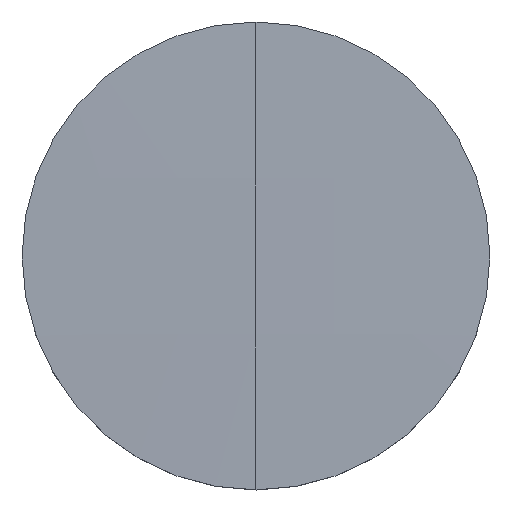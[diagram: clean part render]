
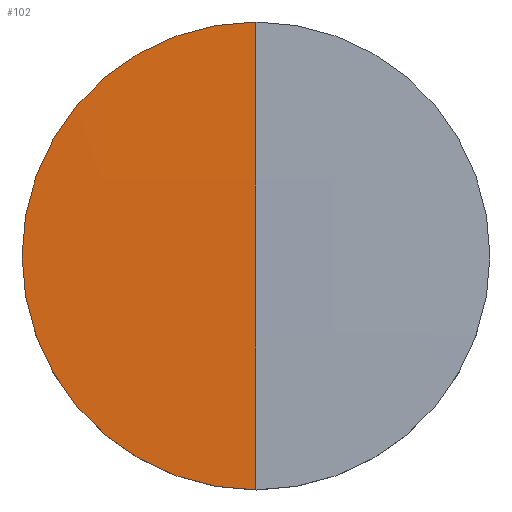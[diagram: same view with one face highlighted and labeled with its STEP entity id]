
A CAD part, top view. The second image highlights one B-rep face of the part: STEP entity #102.
In plain terms, the highlighted free-form (B-spline) face has degree [3, 3] with [4, 4] control points.
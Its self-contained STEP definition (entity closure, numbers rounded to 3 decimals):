
#1 = AXIS2_PLACEMENT_3D ( 'NONE', #258, #275, #68 ) ;
#15 = VERTEX_POINT ( 'NONE', #223 ) ;
#23 = CARTESIAN_POINT ( 'NONE',  ( 0., -6.35, 1.951 ) ) ;
#43 = CIRCLE ( 'NONE', #265, 414.6 ) ;
#45 = CARTESIAN_POINT ( 'NONE',  ( -2.13, -2.142, 2.017 ) ) ;
#46 = CARTESIAN_POINT ( 'NONE',  ( 0., 2.142, 2.017 ) ) ;
#48 = CARTESIAN_POINT ( 'NONE',  ( -4.259, -2.142, 2. ) ) ;
#63 = CARTESIAN_POINT ( 'NONE',  ( -2.129, 6.426, 1.95 ) ) ;
#68 = DIRECTION ( 'NONE',  ( 1., 0., 0. ) ) ;
#87 = CARTESIAN_POINT ( 'NONE',  ( -4.259, 2.142, 2. ) ) ;
#88 = VERTEX_POINT ( 'NONE', #23 ) ;
#96 = DIRECTION ( 'NONE',  ( 0., 0., -1. ) ) ;
#100 = VERTEX_POINT ( 'NONE', #185 ) ;
#102 = ADVANCED_FACE ( 'NONE', ( #172 ), #269, .T. ) ;
#108 = AXIS2_PLACEMENT_3D ( 'NONE', #238, #96, #141 ) ;
#110 = ORIENTED_EDGE ( 'NONE', *, *, #245, .T. ) ;
#115 = CIRCLE ( 'NONE', #108, 6.35 ) ;
#116 = ORIENTED_EDGE ( 'NONE', *, *, #164, .F. ) ;
#118 = DIRECTION ( 'NONE',  ( 0., -1., 0. ) ) ;
#122 = DIRECTION ( 'NONE',  ( -1., 0., 0. ) ) ;
#128 = CARTESIAN_POINT ( 'NONE',  ( 0., 6.426, 1.95 ) ) ;
#141 = DIRECTION ( 'NONE',  ( 1., 0., 0. ) ) ;
#156 = ORIENTED_EDGE ( 'NONE', *, *, #243, .F. ) ;
#157 = CARTESIAN_POINT ( 'NONE',  ( -6.387, 6.426, 1.901 ) ) ;
#158 = CARTESIAN_POINT ( 'NONE',  ( 0., -2.142, 2.017 ) ) ;
#159 = CARTESIAN_POINT ( 'NONE',  ( 0., -6.426, 1.95 ) ) ;
#161 = CARTESIAN_POINT ( 'NONE',  ( -2.129, -6.426, 1.95 ) ) ;
#164 = EDGE_CURVE ( 'NONE', #100, #15, #166, .T. ) ;
#166 = CIRCLE ( 'NONE', #1, 6.35 ) ;
#172 = FACE_OUTER_BOUND ( 'NONE', #276, .T. ) ;
#185 = CARTESIAN_POINT ( 'NONE',  ( -6.35, 0., 1.951 ) ) ;
#187 = CARTESIAN_POINT ( 'NONE',  ( -6.387, -6.426, 1.901 ) ) ;
#211 = CARTESIAN_POINT ( 'NONE',  ( -6.388, 2.142, 1.967 ) ) ;
#223 = CARTESIAN_POINT ( 'NONE',  ( 0., 6.35, 1.951 ) ) ;
#238 = CARTESIAN_POINT ( 'NONE',  ( 0., 0., 1.951 ) ) ;
#243 = EDGE_CURVE ( 'NONE', #88, #100, #115, .T. ) ;
#245 = EDGE_CURVE ( 'NONE', #88, #15, #43, .T. ) ;
#250 = CARTESIAN_POINT ( 'NONE',  ( -6.388, -2.142, 1.967 ) ) ;
#252 = CARTESIAN_POINT ( 'NONE',  ( -4.258, 6.426, 1.934 ) ) ;
#258 = CARTESIAN_POINT ( 'NONE',  ( 0., 0., 1.951 ) ) ;
#265 = AXIS2_PLACEMENT_3D ( 'NONE', #279, #122, #118 ) ;
#269 =( BOUNDED_SURFACE ( )  B_SPLINE_SURFACE ( 3, 3, ( 
 ( #159, #161, #292, #187 ),
 ( #158, #45, #48, #250 ),
 ( #46, #271, #87, #211 ),
 ( #128, #63, #252, #157 ) ),
 .UNSPECIFIED., .F., .F., .F. ) 
 B_SPLINE_SURFACE_WITH_KNOTS ( ( 4, 4 ),
 ( 4, 4 ),
 ( 0., 1. ),
 ( 0., 1. ),
 .UNSPECIFIED. ) 
 GEOMETRIC_REPRESENTATION_ITEM ( )  RATIONAL_B_SPLINE_SURFACE ( (
 ( 1., 1., 1., 1.),
 ( 1., 1., 1., 1.),
 ( 1., 1., 1., 1.),
 ( 1., 1., 1., 1.) ) ) 
 REPRESENTATION_ITEM ( '' )  SURFACE ( )  );
#271 = CARTESIAN_POINT ( 'NONE',  ( -2.13, 2.142, 2.017 ) ) ;
#275 = DIRECTION ( 'NONE',  ( 0., 0., -1. ) ) ;
#276 = EDGE_LOOP ( 'NONE', ( #156, #110, #116 ) ) ;
#279 = CARTESIAN_POINT ( 'NONE',  ( 0., 0., -412.6 ) ) ;
#292 = CARTESIAN_POINT ( 'NONE',  ( -4.258, -6.426, 1.934 ) ) ;
